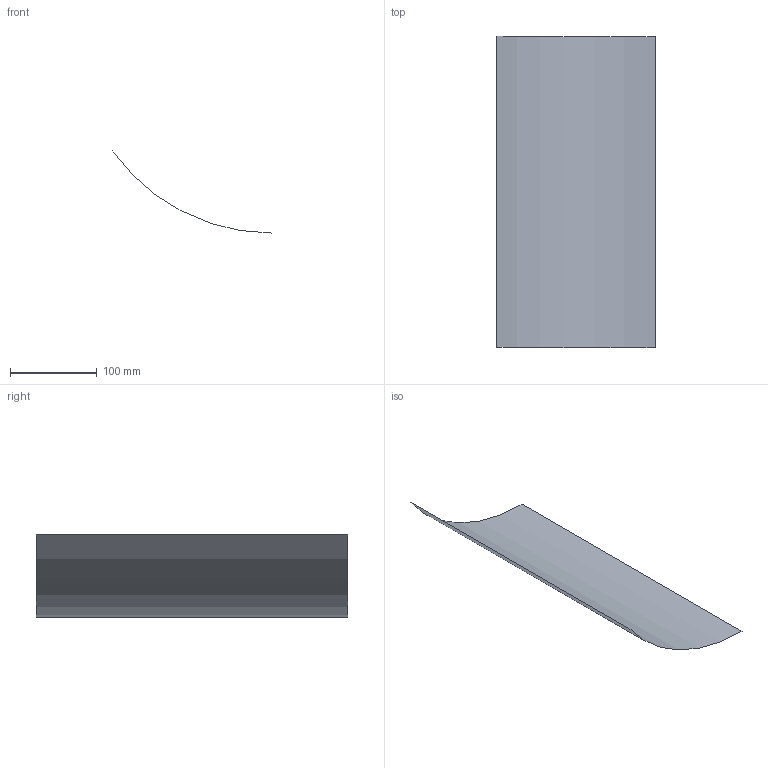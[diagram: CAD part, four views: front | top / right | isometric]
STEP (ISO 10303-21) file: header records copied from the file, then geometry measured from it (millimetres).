
FILE_DESCRIPTION((''),'2;1');
FILE_NAME('schieber1.stp','2013-01-25T15:14:31',('ILMer'),(''),'Autodesk Inventor 2011','Autodesk Inventor 2011','');
FILE_SCHEMA(('AUTOMOTIVE_DESIGN { 1 0 10303 214 1 1 1 1 }'));
Length unit declared in the file: millimetre
Products named in the file (1): trichter
Bounding box: 182.88 x 359 x 94.66 mm (x, y, z)
Surface area: 76814.6 mm2 (no closed solid volume)
Topology: 0 solids, 1 shells, 1 faces, 4 edges, 4 vertices
Faces by surface type: cylinder 1
Entity records: 76 total; most frequent: CARTESIAN_POINT 10, DIRECTION 10, AXIS2_PLACEMENT_3D 4, VERTEX_POINT 4, EDGE_CURVE 4, ORIENTED_EDGE 4, DIMENSIONAL_EXPONENTS 2, PLANE_ANGLE_MEASURE_WITH_UNIT 2
